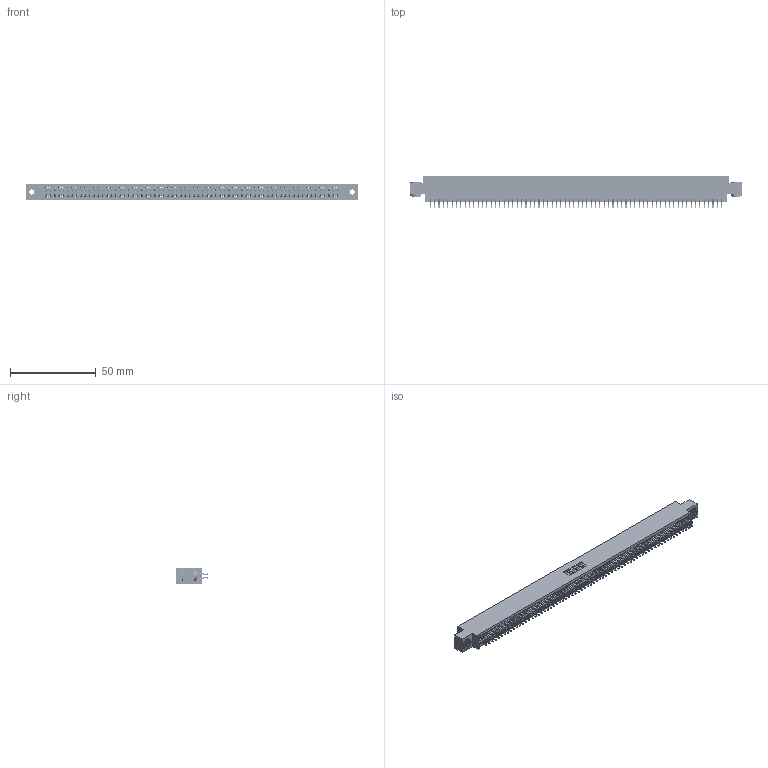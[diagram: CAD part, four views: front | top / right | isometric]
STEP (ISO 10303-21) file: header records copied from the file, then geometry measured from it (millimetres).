
FILE_DESCRIPTION (( 'STEP AP203' ), '1' );
FILE_NAME ('345-136-556-803.STEP', '2019-11-08T10:46:56', ( '' ), ( '' ), 'SwSTEP 2.0', 'SolidWorks 2016', '' );
FILE_SCHEMA (( 'CONFIG_CONTROL_DESIGN' ));
Length unit declared in the file: inch
Products named in the file (4): 345 Part_0.170 Offset - 0.156 Dia-TH; 345-250-002_345-250-002-102; 345-292-001_556 Tail; 345-136-556-803
Assembly tree (139 placements, depth 2):
  345-136-556-803
    345 Part_0.170 Offset - 0.156 Dia-TH
    345-292-001_556 Tail  x136
    345-250-002_345-250-002-102  x2
Bounding box: 193.93 x 19.24 x 9.4 mm (x, y, z)
Volume: 18980.4 mm3; surface area: 28789.1 mm2
Topology: 139 solids, 139 shells, 7784 faces, 23141 edges, 15242 vertices
Faces by surface type: plane 5126, cylinder 2650, cone 8
Entity records: 50856 total; most frequent: CARTESIAN_POINT 8491, ORIENTED_EDGE 8406, DIRECTION 7473, EDGE_CURVE 4203, VECTOR 3767, LINE 3767, VERTEX_POINT 2798, AXIS2_PLACEMENT_3D 1853
